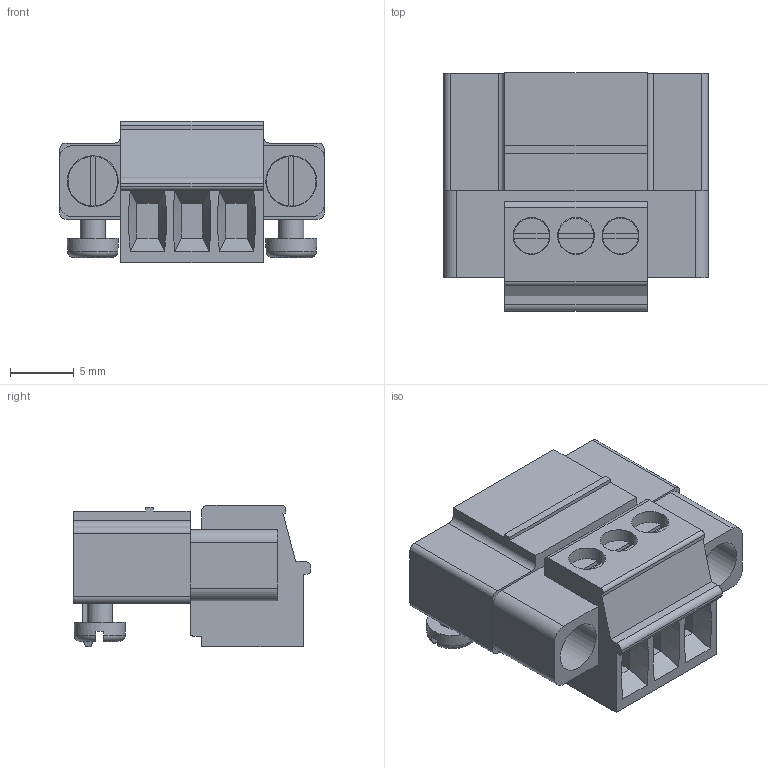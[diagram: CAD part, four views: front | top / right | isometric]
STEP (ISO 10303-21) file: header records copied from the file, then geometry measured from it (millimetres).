
FILE_DESCRIPTION(/* description */ ('model of PhoenixContact_MC-GF_03x3.50mm_Angled_ThreadedFlange_MountHole.'),/* implementation_level */ FILE_NAME(/* name */ 'PhoenixContact_MC-GF_03x3.50mm_Angled_ThreadedFlange_MountHole..stp',/* time_stamp */ '2017-06-08T17:34:08',/* author */ ('Rene Poeschl',''),/* organization */ (''),/* preprocessor_version */ '',/* originating_system */ '',/* authorisation */ '');
FILE_NAME(/* name */ 'PhoenixContact_MC-GF_03x3.50mm_Angled_ThreadedFlange_MountHole..stp',/* time_stamp */ '2017-06-08T17:34:08',/* author */ ('Rene Poeschl',''),/* organization */ (''),/* preprocessor_version */ '',/* originating_system */ '',/* authorisation */ '');
FILE_SCHEMA(('AUTOMOTIVE_DESIGN_CC2 { 1 2 10303 214 -1 1 5 4 }'));
Length unit declared in the file: millimetre
Products named in the file (1): MC_01x03_GF_3_5mm_MH
Bounding box: 20.8 x 18.7 x 11.1 mm (x, y, z)
Volume: 2534.9 mm3; surface area: 1879.7 mm2
Topology: 1 solids, 1 shells, 167 faces, 415 edges, 267 vertices
Faces by surface type: plane 122, cylinder 29, bspline 12, torus 4
Full cylindrical faces by diameter (mm): 2 x2, 2.8 x3, 2.9 x3, 3.9 x2, 4 x4
Entity records: 6920 total; most frequent: CARTESIAN_POINT 1746, ORIENTED_EDGE 830, DIRECTION 808, EDGE_CURVE 415, LINE 294, VECTOR 294, VERTEX_POINT 267, AXIS2_PLACEMENT_3D 257
